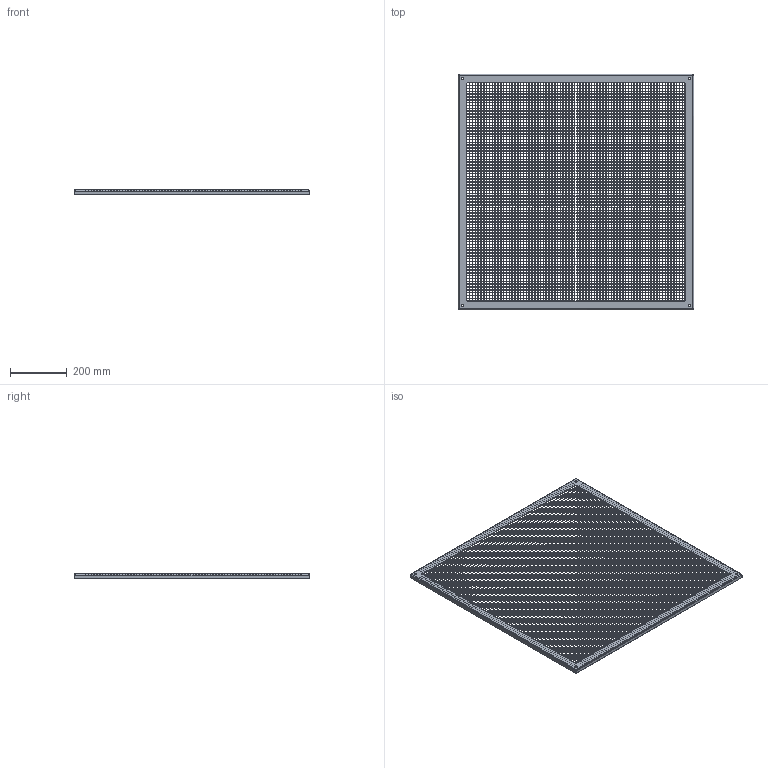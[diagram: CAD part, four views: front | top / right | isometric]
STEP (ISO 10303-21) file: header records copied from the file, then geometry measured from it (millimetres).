
FILE_DESCRIPTION (( 'STEP AP203' ), '1' );
FILE_NAME ('5RE7070_R 71.STEP', '2022-03-03T08:55:37', ( '' ), ( '' ), 'SwSTEP 2.0', 'SolidWorks 2018', '' );
FILE_SCHEMA (( 'CONFIG_CONTROL_DESIGN' ));
Length unit declared in the file: millimetre
Products named in the file (1): 5RE7070_R 71
Bounding box: 830 x 830 x 15 mm (x, y, z)
Volume: 668234.2 mm3; surface area: 1081919.8 mm2
Topology: 155 solids, 155 shells, 986 faces, 1996 edges, 1320 vertices
Faces by surface type: cylinder 490, plane 488, bspline 8
Entity records: 32531 total; most frequent: CARTESIAN_POINT 11961, DIRECTION 4274, ORIENTED_EDGE 3992, EDGE_CURVE 1996, AXIS2_PLACEMENT_3D 1635, VERTEX_POINT 1320, LINE 1004, VECTOR 1004
